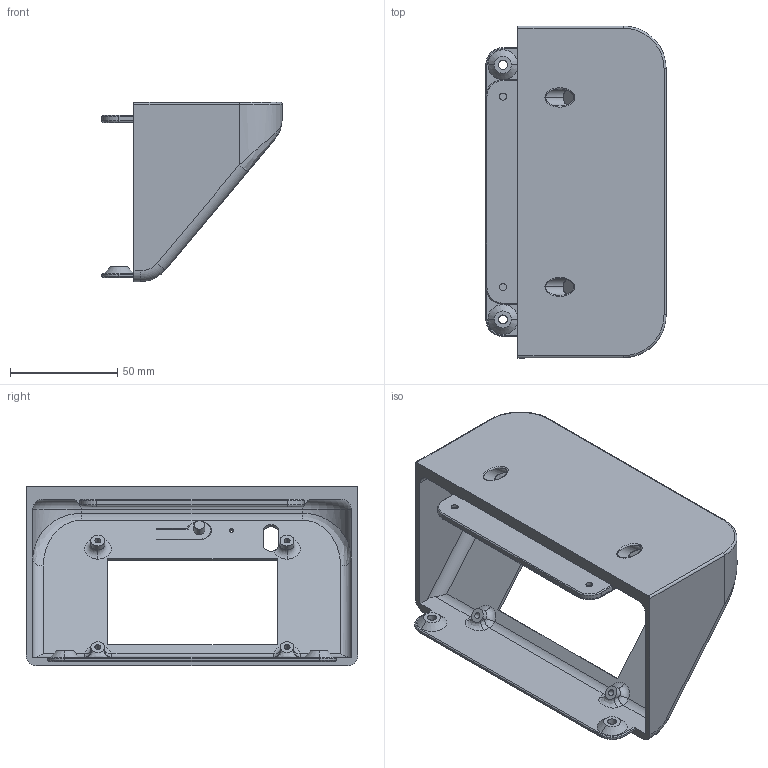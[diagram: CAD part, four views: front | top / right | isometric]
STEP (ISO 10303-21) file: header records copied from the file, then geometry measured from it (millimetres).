
FILE_DESCRIPTION (( 'STEP AP214' ), '1' );
FILE_NAME ('LCD_Box.STEP', '2024-12-08T11:09:22', ( '' ), ( '' ), 'SwSTEP 2.0', 'SolidWorks 2024', '' );
FILE_SCHEMA (( 'AUTOMOTIVE_DESIGN' ));
Length unit declared in the file: millimetre
Products named in the file (1): LCD_Box
Bounding box: 84.27 x 155 x 83.8 mm (x, y, z)
Volume: 124603.1 mm3; surface area: 67785.9 mm2
Topology: 1 solids, 1 shells, 337 faces, 863 edges, 550 vertices
Faces by surface type: plane 143, cylinder 90, bspline 78, torus 16, cone 10
Entity records: 17552 total; most frequent: CARTESIAN_POINT 6083, ORIENTED_EDGE 1718, DIRECTION 1426, EDGE_CURVE 859, VERTEX_POINT 550, AXIS2_PLACEMENT_3D 477, LINE 472, VECTOR 472
